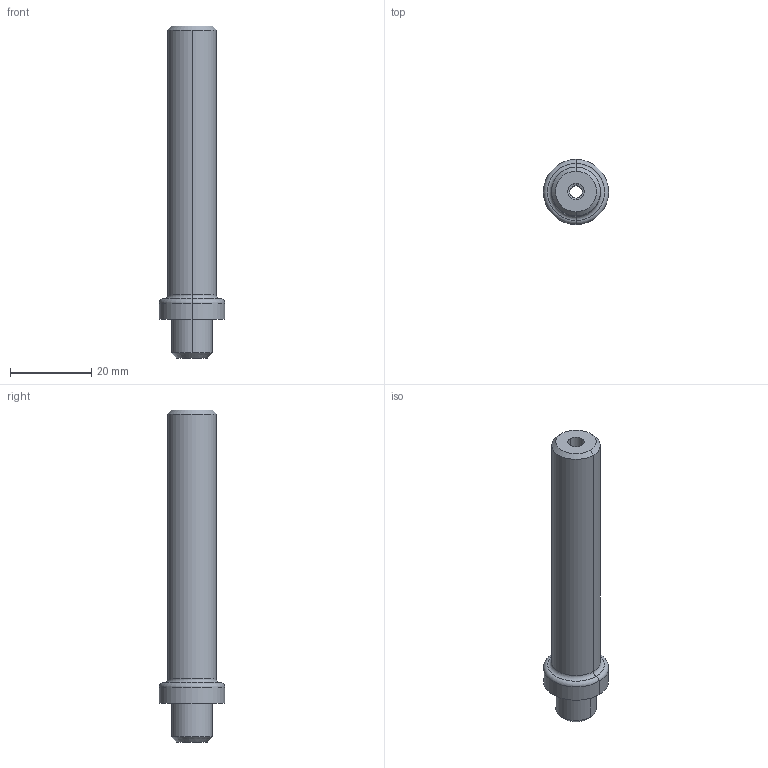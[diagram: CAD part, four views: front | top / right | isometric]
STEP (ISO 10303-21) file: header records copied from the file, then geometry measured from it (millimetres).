
FILE_DESCRIPTION(('no description'),'unknown implementation level');
FILE_NAME('1A319AFE-8CC0-4191-9523-FAB8461283B2_export.stp',' ',('CIMSOURCE GmbH'),('CADClick - KiM GmbH - www.kimweb.de'),'unknown preprocess','ACIS','unknown authorization');
FILE_SCHEMA(('automotive_design'));
Length unit declared in the file: millimetre
Products named in the file (1): NONE
Bounding box: 16 x 16 x 81.5 mm (x, y, z)
Volume: 8363.6 mm3; surface area: 4342.1 mm2
Topology: 1 solids, 1 shells, 23 faces, 46 edges, 26 vertices
Faces by surface type: cylinder 10, cone 6, torus 4, plane 3
Entity records: 1185 total; most frequent: DIRECTION 130, CARTESIAN_POINT 99, STYLED_ITEM 96, PRESENTATION_STYLE_ASSIGNMENT 96, COLOUR_RGB 96, ORIENTED_EDGE 92, AXIS2_PLACEMENT_3D 57, EDGE_CURVE 46
